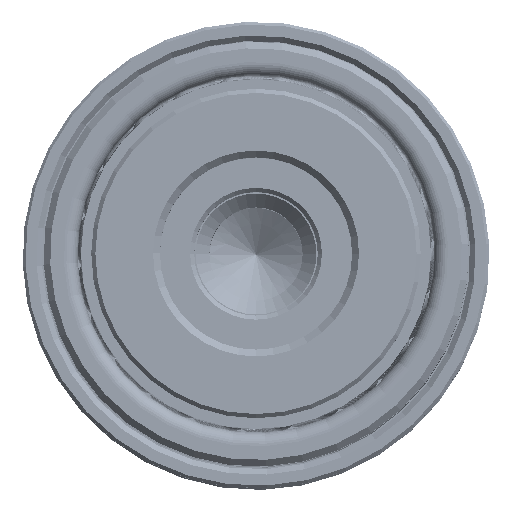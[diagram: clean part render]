
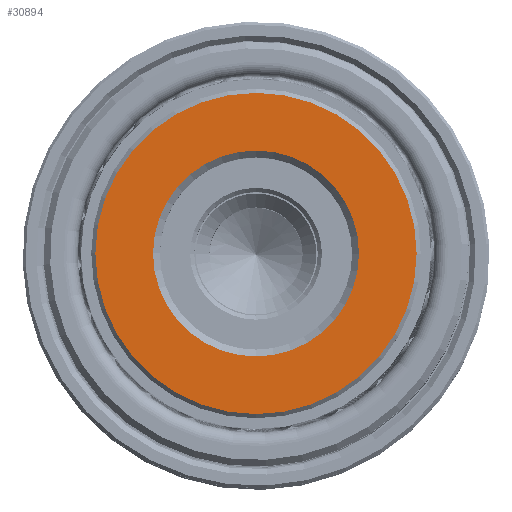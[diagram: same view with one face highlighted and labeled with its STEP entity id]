
A CAD part, top view. The second image highlights one B-rep face of the part: STEP entity #30894.
In plain terms, the highlighted face is planar.
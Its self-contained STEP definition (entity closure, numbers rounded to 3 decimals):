
#2141 = ORIENTED_EDGE ( 'NONE', *, *, #37523, .T. ) ;
#2630 = VERTEX_POINT ( 'NONE', #11802 ) ;
#4331 = EDGE_LOOP ( 'NONE', ( #37796, #16676 ) ) ;
#4685 = DIRECTION ( 'NONE',  ( 0., 0., 1. ) ) ;
#4908 = DIRECTION ( 'NONE',  ( 1., 0., 0. ) ) ;
#5372 = CARTESIAN_POINT ( 'NONE',  ( 0., 0., 0. ) ) ;
#6193 = DIRECTION ( 'NONE',  ( 0., 0., -1. ) ) ;
#7578 = CIRCLE ( 'NONE', #25615, 11.7 ) ;
#8614 = DIRECTION ( 'NONE',  ( 1., 0., 0. ) ) ;
#8752 = FACE_BOUND ( 'NONE', #4331, .T. ) ;
#9297 = CIRCLE ( 'NONE', #22224, 7.5 ) ;
#10789 = VERTEX_POINT ( 'NONE', #26952 ) ;
#11079 = DIRECTION ( 'NONE',  ( 0., 0., 1. ) ) ;
#11633 = CIRCLE ( 'NONE', #16545, 11.7 ) ;
#11802 = CARTESIAN_POINT ( 'NONE',  ( 11.7, 0., 0. ) ) ;
#13044 = EDGE_CURVE ( 'NONE', #28596, #21970, #39314, .T. ) ;
#13360 = EDGE_CURVE ( 'NONE', #2630, #10789, #11633, .T. ) ;
#16061 = DIRECTION ( 'NONE',  ( 0., 0., -1. ) ) ;
#16545 = AXIS2_PLACEMENT_3D ( 'NONE', #35284, #16061, #38550 ) ;
#16676 = ORIENTED_EDGE ( 'NONE', *, *, #13044, .T. ) ;
#20296 = CARTESIAN_POINT ( 'NONE',  ( -7.5, 0., 0. ) ) ;
#21605 = AXIS2_PLACEMENT_3D ( 'NONE', #23883, #4685, #27105 ) ;
#21970 = VERTEX_POINT ( 'NONE', #20296 ) ;
#22224 = AXIS2_PLACEMENT_3D ( 'NONE', #5372, #27792, #8614 ) ;
#22530 = AXIS2_PLACEMENT_3D ( 'NONE', #40184, #11079, #4908 ) ;
#23883 = CARTESIAN_POINT ( 'NONE',  ( 0., 0., 0. ) ) ;
#24097 = PLANE ( 'NONE',  #22530 ) ;
#25362 = CARTESIAN_POINT ( 'NONE',  ( 0., 0., 0. ) ) ;
#25615 = AXIS2_PLACEMENT_3D ( 'NONE', #25362, #6193, #28587 ) ;
#25787 = FACE_OUTER_BOUND ( 'NONE', #33041, .T. ) ;
#26952 = CARTESIAN_POINT ( 'NONE',  ( -11.7, 0., 0. ) ) ;
#27105 = DIRECTION ( 'NONE',  ( 1., 0., 0. ) ) ;
#27792 = DIRECTION ( 'NONE',  ( 0., 0., 1. ) ) ;
#27873 = EDGE_CURVE ( 'NONE', #21970, #28596, #9297, .T. ) ;
#28587 = DIRECTION ( 'NONE',  ( 1., 0., 0. ) ) ;
#28596 = VERTEX_POINT ( 'NONE', #41151 ) ;
#30894 = ADVANCED_FACE ( 'NONE', ( #25787, #8752 ), #24097, .F. ) ;
#32767 = ORIENTED_EDGE ( 'NONE', *, *, #13360, .T. ) ;
#33041 = EDGE_LOOP ( 'NONE', ( #32767, #2141 ) ) ;
#35284 = CARTESIAN_POINT ( 'NONE',  ( 0., 0., 0. ) ) ;
#37523 = EDGE_CURVE ( 'NONE', #10789, #2630, #7578, .T. ) ;
#37796 = ORIENTED_EDGE ( 'NONE', *, *, #27873, .T. ) ;
#38550 = DIRECTION ( 'NONE',  ( 1., 0., 0. ) ) ;
#39314 = CIRCLE ( 'NONE', #21605, 7.5 ) ;
#40184 = CARTESIAN_POINT ( 'NONE',  ( 0., 0., 0. ) ) ;
#41151 = CARTESIAN_POINT ( 'NONE',  ( 7.5, 0., 0. ) ) ;
